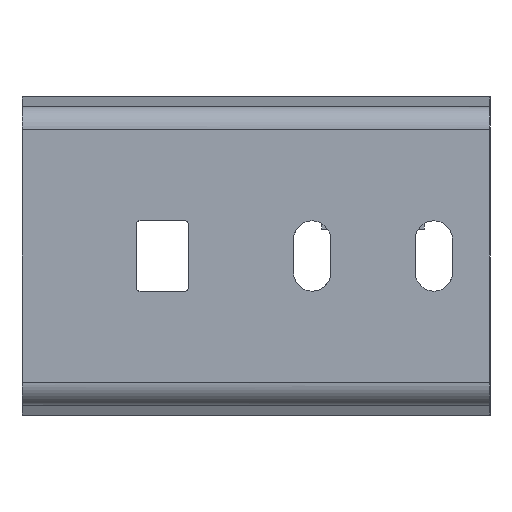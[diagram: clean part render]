
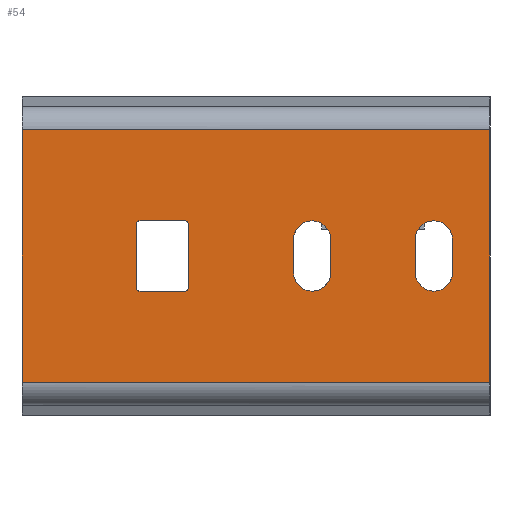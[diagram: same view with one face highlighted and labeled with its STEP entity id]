
A CAD part, left-side view. The second image highlights one B-rep face of the part: STEP entity #54.
In plain terms, the highlighted planar face has unit normal (-1, 0, 0).
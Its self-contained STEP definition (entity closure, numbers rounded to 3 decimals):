
#27=FACE_BOUND('',#270,.T.);
#28=FACE_BOUND('',#271,.T.);
#29=FACE_BOUND('',#272,.T.);
#54=ADVANCED_FACE('',(#160,#27,#28,#29),#1657,.T.);
#160=FACE_OUTER_BOUND('',#269,.T.);
#269=EDGE_LOOP('',(#454,#455,#456,#457));
#270=EDGE_LOOP('',(#458,#459,#460,#461,#462,#463,#464,#465));
#271=EDGE_LOOP('',(#466,#467,#468,#469));
#272=EDGE_LOOP('',(#470,#471,#472,#473));
#454=ORIENTED_EDGE('',*,*,#912,.F.);
#455=ORIENTED_EDGE('',*,*,#961,.F.);
#456=ORIENTED_EDGE('',*,*,#904,.F.);
#457=ORIENTED_EDGE('',*,*,#958,.F.);
#458=ORIENTED_EDGE('',*,*,#979,.F.);
#459=ORIENTED_EDGE('',*,*,#951,.F.);
#460=ORIENTED_EDGE('',*,*,#991,.F.);
#461=ORIENTED_EDGE('',*,*,#952,.F.);
#462=ORIENTED_EDGE('',*,*,#987,.F.);
#463=ORIENTED_EDGE('',*,*,#953,.F.);
#464=ORIENTED_EDGE('',*,*,#983,.F.);
#465=ORIENTED_EDGE('',*,*,#950,.F.);
#466=ORIENTED_EDGE('',*,*,#954,.F.);
#467=ORIENTED_EDGE('',*,*,#971,.F.);
#468=ORIENTED_EDGE('',*,*,#955,.F.);
#469=ORIENTED_EDGE('',*,*,#975,.F.);
#470=ORIENTED_EDGE('',*,*,#956,.F.);
#471=ORIENTED_EDGE('',*,*,#963,.F.);
#472=ORIENTED_EDGE('',*,*,#957,.F.);
#473=ORIENTED_EDGE('',*,*,#967,.F.);
#904=EDGE_CURVE('',#1442,#1439,#1244,.T.);
#912=EDGE_CURVE('',#1446,#1455,#1252,.T.);
#950=EDGE_CURVE('',#1478,#1479,#1284,.T.);
#951=EDGE_CURVE('',#1481,#1480,#1285,.T.);
#952=EDGE_CURVE('',#1483,#1482,#1286,.T.);
#953=EDGE_CURVE('',#1485,#1484,#1287,.T.);
#954=EDGE_CURVE('',#1486,#1487,#1288,.T.);
#955=EDGE_CURVE('',#1489,#1488,#1289,.T.);
#956=EDGE_CURVE('',#1490,#1491,#1290,.T.);
#957=EDGE_CURVE('',#1493,#1492,#1291,.T.);
#958=EDGE_CURVE('',#1455,#1442,#1292,.T.);
#961=EDGE_CURVE('',#1439,#1446,#1293,.T.);
#963=EDGE_CURVE('',#1492,#1490,#1179,.T.);
#967=EDGE_CURVE('',#1491,#1493,#1181,.T.);
#971=EDGE_CURVE('',#1488,#1486,#1183,.T.);
#975=EDGE_CURVE('',#1487,#1489,#1185,.T.);
#979=EDGE_CURVE('',#1480,#1478,#1187,.T.);
#983=EDGE_CURVE('',#1479,#1485,#1189,.T.);
#987=EDGE_CURVE('',#1484,#1483,#1191,.T.);
#991=EDGE_CURVE('',#1482,#1481,#1193,.T.);
#1179=(
BOUNDED_CURVE()
B_SPLINE_CURVE(2,(#2466,#2467,#2468,#2469,#2470),.UNSPECIFIED.,.F.,.F.)
B_SPLINE_CURVE_WITH_KNOTS((3,2,3),(-12.566,-6.283,
0.),.UNSPECIFIED.)
CURVE()
GEOMETRIC_REPRESENTATION_ITEM()
RATIONAL_B_SPLINE_CURVE((1.,0.707,1.,0.707,1.))
REPRESENTATION_ITEM('')
);
#1181=(
BOUNDED_CURVE()
B_SPLINE_CURVE(2,(#2480,#2481,#2482,#2483,#2484),.UNSPECIFIED.,.F.,.F.)
B_SPLINE_CURVE_WITH_KNOTS((3,2,3),(-12.566,-6.283,
0.),.UNSPECIFIED.)
CURVE()
GEOMETRIC_REPRESENTATION_ITEM()
RATIONAL_B_SPLINE_CURVE((1.,0.707,1.,0.707,1.))
REPRESENTATION_ITEM('')
);
#1183=(
BOUNDED_CURVE()
B_SPLINE_CURVE(2,(#2494,#2495,#2496,#2497,#2498),.UNSPECIFIED.,.F.,.F.)
B_SPLINE_CURVE_WITH_KNOTS((3,2,3),(-12.566,-6.283,
0.),.UNSPECIFIED.)
CURVE()
GEOMETRIC_REPRESENTATION_ITEM()
RATIONAL_B_SPLINE_CURVE((1.,0.707,1.,0.707,1.))
REPRESENTATION_ITEM('')
);
#1185=(
BOUNDED_CURVE()
B_SPLINE_CURVE(2,(#2508,#2509,#2510,#2511,#2512),.UNSPECIFIED.,.F.,.F.)
B_SPLINE_CURVE_WITH_KNOTS((3,2,3),(-12.566,-6.283,
0.),.UNSPECIFIED.)
CURVE()
GEOMETRIC_REPRESENTATION_ITEM()
RATIONAL_B_SPLINE_CURVE((1.,0.707,1.,0.707,1.))
REPRESENTATION_ITEM('')
);
#1187=(
BOUNDED_CURVE()
B_SPLINE_CURVE(2,(#2520,#2521,#2522),.UNSPECIFIED.,.F.,.F.)
B_SPLINE_CURVE_WITH_KNOTS((3,3),(-0.785,0.),.UNSPECIFIED.)
CURVE()
GEOMETRIC_REPRESENTATION_ITEM()
RATIONAL_B_SPLINE_CURVE((1.,0.707,1.))
REPRESENTATION_ITEM('')
);
#1189=(
BOUNDED_CURVE()
B_SPLINE_CURVE(2,(#2530,#2531,#2532),.UNSPECIFIED.,.F.,.F.)
B_SPLINE_CURVE_WITH_KNOTS((3,3),(-0.785,0.),.UNSPECIFIED.)
CURVE()
GEOMETRIC_REPRESENTATION_ITEM()
RATIONAL_B_SPLINE_CURVE((1.,0.707,1.))
REPRESENTATION_ITEM('')
);
#1191=(
BOUNDED_CURVE()
B_SPLINE_CURVE(2,(#2540,#2541,#2542),.UNSPECIFIED.,.F.,.F.)
B_SPLINE_CURVE_WITH_KNOTS((3,3),(-0.785,0.),.UNSPECIFIED.)
CURVE()
GEOMETRIC_REPRESENTATION_ITEM()
RATIONAL_B_SPLINE_CURVE((1.,0.707,1.))
REPRESENTATION_ITEM('')
);
#1193=(
BOUNDED_CURVE()
B_SPLINE_CURVE(2,(#2550,#2551,#2552),.UNSPECIFIED.,.F.,.F.)
B_SPLINE_CURVE_WITH_KNOTS((3,3),(-0.785,0.),.UNSPECIFIED.)
CURVE()
GEOMETRIC_REPRESENTATION_ITEM()
RATIONAL_B_SPLINE_CURVE((1.,0.707,1.))
REPRESENTATION_ITEM('')
);
#1244=B_SPLINE_CURVE_WITH_KNOTS('',1,(#2337,#2338),.UNSPECIFIED.,.F.,.F.,
(2,2),(0.,53.959),.UNSPECIFIED.);
#1252=B_SPLINE_CURVE_WITH_KNOTS('',1,(#2353,#2354),.UNSPECIFIED.,.F.,.F.,
(2,2),(-53.959,0.),.UNSPECIFIED.);
#1284=B_SPLINE_CURVE_WITH_KNOTS('',1,(#2435,#2436),.UNSPECIFIED.,.F.,.F.,
(2,2),(-10.,0.),.UNSPECIFIED.);
#1285=B_SPLINE_CURVE_WITH_KNOTS('',1,(#2437,#2438),.UNSPECIFIED.,.F.,.F.,
(2,2),(-14.,0.),.UNSPECIFIED.);
#1286=B_SPLINE_CURVE_WITH_KNOTS('',1,(#2439,#2440),.UNSPECIFIED.,.F.,.F.,
(2,2),(-10.,0.),.UNSPECIFIED.);
#1287=B_SPLINE_CURVE_WITH_KNOTS('',1,(#2441,#2442),.UNSPECIFIED.,.F.,.F.,
(2,2),(-14.,0.),.UNSPECIFIED.);
#1288=B_SPLINE_CURVE_WITH_KNOTS('',1,(#2443,#2444),.UNSPECIFIED.,.F.,.F.,
(2,2),(-7.,0.),.UNSPECIFIED.);
#1289=B_SPLINE_CURVE_WITH_KNOTS('',1,(#2445,#2446),.UNSPECIFIED.,.F.,.F.,
(2,2),(-7.,0.),.UNSPECIFIED.);
#1290=B_SPLINE_CURVE_WITH_KNOTS('',1,(#2447,#2448),.UNSPECIFIED.,.F.,.F.,
(2,2),(-7.,0.),.UNSPECIFIED.);
#1291=B_SPLINE_CURVE_WITH_KNOTS('',1,(#2449,#2450),.UNSPECIFIED.,.F.,.F.,
(2,2),(-7.,0.),.UNSPECIFIED.);
#1292=B_SPLINE_CURVE_WITH_KNOTS('',1,(#2451,#2452),.UNSPECIFIED.,.F.,.F.,
(2,2),(-100.,0.),.UNSPECIFIED.);
#1293=B_SPLINE_CURVE_WITH_KNOTS('',1,(#2459,#2460),.UNSPECIFIED.,.F.,.F.,
(2,2),(0.,100.),.UNSPECIFIED.);
#1439=VERTEX_POINT('',#2278);
#1442=VERTEX_POINT('',#2281);
#1446=VERTEX_POINT('',#2285);
#1455=VERTEX_POINT('',#2294);
#1478=VERTEX_POINT('',#2317);
#1479=VERTEX_POINT('',#2318);
#1480=VERTEX_POINT('',#2319);
#1481=VERTEX_POINT('',#2320);
#1482=VERTEX_POINT('',#2321);
#1483=VERTEX_POINT('',#2322);
#1484=VERTEX_POINT('',#2323);
#1485=VERTEX_POINT('',#2324);
#1486=VERTEX_POINT('',#2325);
#1487=VERTEX_POINT('',#2326);
#1488=VERTEX_POINT('',#2327);
#1489=VERTEX_POINT('',#2328);
#1490=VERTEX_POINT('',#2329);
#1491=VERTEX_POINT('',#2330);
#1492=VERTEX_POINT('',#2331);
#1493=VERTEX_POINT('',#2332);
#1657=PLANE('',#1902);
#1902=AXIS2_PLACEMENT_3D('',#2104,#1976,$);
#1976=DIRECTION('',(-1.,0.,0.));
#2104=CARTESIAN_POINT('',(0.,-60.001,-32.377));
#2278=CARTESIAN_POINT('',(0.,50.,26.98));
#2281=CARTESIAN_POINT('',(0.,50.,-26.98));
#2285=CARTESIAN_POINT('',(0.,-50.,26.98));
#2294=CARTESIAN_POINT('',(0.,-50.,-26.98));
#2317=CARTESIAN_POINT('',(0.,15.,7.5));
#2318=CARTESIAN_POINT('',(0.,25.,7.5));
#2319=CARTESIAN_POINT('',(0.,14.5,7.));
#2320=CARTESIAN_POINT('',(0.,14.5,-7.));
#2321=CARTESIAN_POINT('',(0.,15.,-7.5));
#2322=CARTESIAN_POINT('',(0.,25.,-7.5));
#2323=CARTESIAN_POINT('',(0.,25.5,-7.));
#2324=CARTESIAN_POINT('',(0.,25.5,7.));
#2325=CARTESIAN_POINT('',(0.,-8.,3.5));
#2326=CARTESIAN_POINT('',(0.,-8.,-3.5));
#2327=CARTESIAN_POINT('',(0.,-16.,3.5));
#2328=CARTESIAN_POINT('',(0.,-16.,-3.5));
#2329=CARTESIAN_POINT('',(0.,-34.,3.5));
#2330=CARTESIAN_POINT('',(0.,-34.,-3.5));
#2331=CARTESIAN_POINT('',(0.,-42.,3.5));
#2332=CARTESIAN_POINT('',(0.,-42.,-3.5));
#2337=CARTESIAN_POINT('',(0.,50.,-26.98));
#2338=CARTESIAN_POINT('',(0.,50.,26.98));
#2353=CARTESIAN_POINT('',(0.,-50.,26.98));
#2354=CARTESIAN_POINT('',(0.,-50.,-26.98));
#2435=CARTESIAN_POINT('',(0.,15.,7.5));
#2436=CARTESIAN_POINT('',(0.,25.,7.5));
#2437=CARTESIAN_POINT('',(0.,14.5,-7.));
#2438=CARTESIAN_POINT('',(0.,14.5,7.));
#2439=CARTESIAN_POINT('',(0.,25.,-7.5));
#2440=CARTESIAN_POINT('',(0.,15.,-7.5));
#2441=CARTESIAN_POINT('',(0.,25.5,7.));
#2442=CARTESIAN_POINT('',(0.,25.5,-7.));
#2443=CARTESIAN_POINT('',(0.,-8.,3.5));
#2444=CARTESIAN_POINT('',(0.,-8.,-3.5));
#2445=CARTESIAN_POINT('',(0.,-16.,-3.5));
#2446=CARTESIAN_POINT('',(0.,-16.,3.5));
#2447=CARTESIAN_POINT('',(0.,-34.,3.5));
#2448=CARTESIAN_POINT('',(0.,-34.,-3.5));
#2449=CARTESIAN_POINT('',(0.,-42.,-3.5));
#2450=CARTESIAN_POINT('',(0.,-42.,3.5));
#2451=CARTESIAN_POINT('',(0.,-50.,-26.98));
#2452=CARTESIAN_POINT('',(0.,50.,-26.98));
#2459=CARTESIAN_POINT('',(0.,50.,26.98));
#2460=CARTESIAN_POINT('',(0.,-50.,26.98));
#2466=CARTESIAN_POINT('',(0.,-42.,3.5));
#2467=CARTESIAN_POINT('',(0.,-42.,7.5));
#2468=CARTESIAN_POINT('',(0.,-38.,7.5));
#2469=CARTESIAN_POINT('',(0.,-34.,7.5));
#2470=CARTESIAN_POINT('',(0.,-34.,3.5));
#2480=CARTESIAN_POINT('',(0.,-34.,-3.5));
#2481=CARTESIAN_POINT('',(0.,-34.,-7.5));
#2482=CARTESIAN_POINT('',(0.,-38.,-7.5));
#2483=CARTESIAN_POINT('',(0.,-42.,-7.5));
#2484=CARTESIAN_POINT('',(0.,-42.,-3.5));
#2494=CARTESIAN_POINT('',(0.,-16.,3.5));
#2495=CARTESIAN_POINT('',(0.,-16.,7.5));
#2496=CARTESIAN_POINT('',(0.,-12.,7.5));
#2497=CARTESIAN_POINT('',(0.,-8.,7.5));
#2498=CARTESIAN_POINT('',(0.,-8.,3.5));
#2508=CARTESIAN_POINT('',(0.,-8.,-3.5));
#2509=CARTESIAN_POINT('',(0.,-8.,-7.5));
#2510=CARTESIAN_POINT('',(0.,-12.,-7.5));
#2511=CARTESIAN_POINT('',(0.,-16.,-7.5));
#2512=CARTESIAN_POINT('',(0.,-16.,-3.5));
#2520=CARTESIAN_POINT('',(0.,14.5,7.));
#2521=CARTESIAN_POINT('',(0.,14.5,7.5));
#2522=CARTESIAN_POINT('',(0.,15.,7.5));
#2530=CARTESIAN_POINT('',(0.,25.,7.5));
#2531=CARTESIAN_POINT('',(0.,25.5,7.5));
#2532=CARTESIAN_POINT('',(0.,25.5,7.));
#2540=CARTESIAN_POINT('',(0.,25.5,-7.));
#2541=CARTESIAN_POINT('',(0.,25.5,-7.5));
#2542=CARTESIAN_POINT('',(0.,25.,-7.5));
#2550=CARTESIAN_POINT('',(0.,15.,-7.5));
#2551=CARTESIAN_POINT('',(0.,14.5,-7.5));
#2552=CARTESIAN_POINT('',(0.,14.5,-7.));
